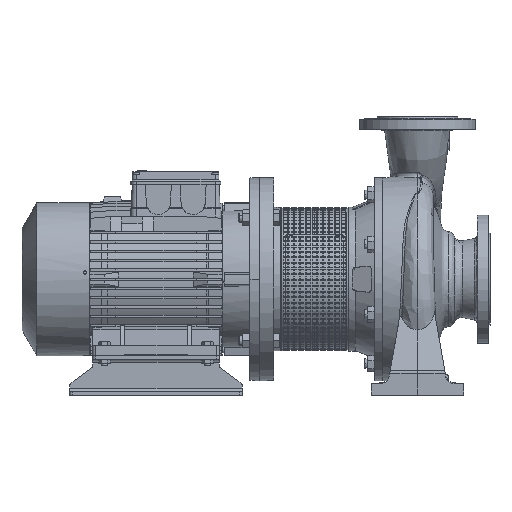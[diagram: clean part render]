
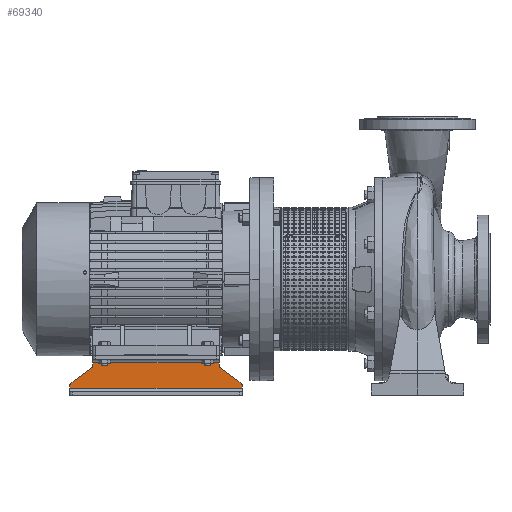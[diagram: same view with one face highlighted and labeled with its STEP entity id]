
A CAD part, front view. The second image highlights one B-rep face of the part: STEP entity #69340.
In plain terms, the highlighted face is planar.
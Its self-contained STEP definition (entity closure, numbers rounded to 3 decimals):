
#903 = ORIENTED_EDGE ( 'NONE', *, *, #166661, .F. ) ;
#6089 = AXIS2_PLACEMENT_3D ( 'NONE', #65799, #23947, #79429 ) ;
#6853 = VECTOR ( 'NONE', #142537, 1000. ) ;
#13811 = LINE ( 'NONE', #84723, #140962 ) ;
#15550 = CIRCLE ( 'NONE', #137708, 10. ) ;
#17189 = CARTESIAN_POINT ( 'NONE',  ( 149., -0.05, -6. ) ) ;
#19939 = DIRECTION ( 'NONE',  ( 1., 0., 0. ) ) ;
#20636 = CARTESIAN_POINT ( 'NONE',  ( 119., 53.466, -6. ) ) ;
#22415 = CARTESIAN_POINT ( 'NONE',  ( -149., 12., -6. ) ) ;
#23947 = DIRECTION ( 'NONE',  ( 0., 0., 1. ) ) ;
#24051 = EDGE_CURVE ( 'NONE', #143277, #122079, #97437, .T. ) ;
#25894 = DIRECTION ( 'NONE',  ( -1., 0., 0. ) ) ;
#28884 = EDGE_CURVE ( 'NONE', #102911, #94300, #175824, .T. ) ;
#29860 = CARTESIAN_POINT ( 'NONE',  ( 112.46, 45.901, -6. ) ) ;
#34470 = CARTESIAN_POINT ( 'NONE',  ( -178.806, -6.806, -6. ) ) ;
#35744 = EDGE_CURVE ( 'NONE', #40185, #102911, #153520, .T. ) ;
#36915 = ORIENTED_EDGE ( 'NONE', *, *, #35744, .F. ) ;
#38458 = CARTESIAN_POINT ( 'NONE',  ( -119., 53.466, -6. ) ) ;
#39216 = EDGE_CURVE ( 'NONE', #155595, #143457, #15550, .T. ) ;
#40185 = VERTEX_POINT ( 'NONE', #95718 ) ;
#42958 = ORIENTED_EDGE ( 'NONE', *, *, #39216, .F. ) ;
#47902 = DIRECTION ( 'NONE',  ( 0., 0., -1. ) ) ;
#48115 = DIRECTION ( 'NONE',  ( 0., -1., 0. ) ) ;
#50779 = VECTOR ( 'NONE', #84698, 1000. ) ;
#52101 = DIRECTION ( 'NONE',  ( 0., 0., -1. ) ) ;
#53339 = CARTESIAN_POINT ( 'NONE',  ( -139., 14.534, -6. ) ) ;
#53784 = CARTESIAN_POINT ( 'NONE',  ( -149., 14.584, -6. ) ) ;
#57986 = CARTESIAN_POINT ( 'NONE',  ( 109., -6.806, -6. ) ) ;
#58690 = VECTOR ( 'NONE', #48115, 1000. ) ;
#62422 = CIRCLE ( 'NONE', #132128, 10. ) ;
#64229 = CARTESIAN_POINT ( 'NONE',  ( -112.46, 45.901, -6. ) ) ;
#65799 = CARTESIAN_POINT ( 'NONE',  ( 139., 14.534, -6. ) ) ;
#68450 = DIRECTION ( 'NONE',  ( -1., 0., 0. ) ) ;
#68645 = CARTESIAN_POINT ( 'NONE',  ( -109., 56., -6. ) ) ;
#69340 = ADVANCED_FACE ( 'NONE', ( #89051 ), #101809, .F. ) ;
#71116 = VECTOR ( 'NONE', #25894, 1000. ) ;
#71965 = ORIENTED_EDGE ( 'NONE', *, *, #75555, .T. ) ;
#72075 = ORIENTED_EDGE ( 'NONE', *, *, #24051, .T. ) ;
#74157 = EDGE_CURVE ( 'NONE', #90510, #40185, #104009, .T. ) ;
#75555 = EDGE_CURVE ( 'NONE', #152244, #126931, #158092, .T. ) ;
#75703 = CIRCLE ( 'NONE', #6089, 10. ) ;
#76277 = DIRECTION ( 'NONE',  ( 0., 0., 1. ) ) ;
#79429 = DIRECTION ( 'NONE',  ( 1., 0., 0. ) ) ;
#82994 = CARTESIAN_POINT ( 'NONE',  ( -109., 53.466, -6. ) ) ;
#83361 = DIRECTION ( 'NONE',  ( 1., 0., 0. ) ) ;
#83652 = AXIS2_PLACEMENT_3D ( 'NONE', #20636, #47902, #117022 ) ;
#84698 = DIRECTION ( 'NONE',  ( 0., 1., 0. ) ) ;
#84723 = CARTESIAN_POINT ( 'NONE',  ( -112.46, 45.901, -6. ) ) ;
#89051 = FACE_OUTER_BOUND ( 'NONE', #124506, .T. ) ;
#90510 = VERTEX_POINT ( 'NONE', #29860 ) ;
#93935 = DIRECTION ( 'NONE',  ( -1., 0., 0. ) ) ;
#94300 = VERTEX_POINT ( 'NONE', #68645 ) ;
#95718 = CARTESIAN_POINT ( 'NONE',  ( 109., 53.466, -6. ) ) ;
#96804 = LINE ( 'NONE', #164121, #71116 ) ;
#96852 = LINE ( 'NONE', #161717, #121695 ) ;
#97437 = LINE ( 'NONE', #53784, #50779 ) ;
#101809 = PLANE ( 'NONE',  #175807 ) ;
#102911 = VERTEX_POINT ( 'NONE', #138020 ) ;
#104009 = CIRCLE ( 'NONE', #83652, 10. ) ;
#106599 = ORIENTED_EDGE ( 'NONE', *, *, #74157, .F. ) ;
#108849 = DIRECTION ( 'NONE',  ( 0., 0., 1. ) ) ;
#117022 = DIRECTION ( 'NONE',  ( -1., 0., 0. ) ) ;
#117033 = EDGE_CURVE ( 'NONE', #94300, #155595, #148126, .T. ) ;
#118823 = VECTOR ( 'NONE', #93935, 1000. ) ;
#119305 = CARTESIAN_POINT ( 'NONE',  ( 149., 12., -6. ) ) ;
#121695 = VECTOR ( 'NONE', #165984, 1000. ) ;
#122079 = VERTEX_POINT ( 'NONE', #165297 ) ;
#122284 = ORIENTED_EDGE ( 'NONE', *, *, #159141, .F. ) ;
#122538 = ORIENTED_EDGE ( 'NONE', *, *, #117033, .F. ) ;
#124506 = EDGE_LOOP ( 'NONE', ( #127095, #36915, #106599, #139927, #122284, #71965, #131838, #72075, #903, #131399, #42958, #122538 ) ) ;
#124755 = DIRECTION ( 'NONE',  ( -0.812, -0.583, 0. ) ) ;
#126931 = VERTEX_POINT ( 'NONE', #119305 ) ;
#127095 = ORIENTED_EDGE ( 'NONE', *, *, #28884, .F. ) ;
#129999 = CARTESIAN_POINT ( 'NONE',  ( -109., -6.806, -6. ) ) ;
#130347 = VECTOR ( 'NONE', #130791, 1000. ) ;
#130791 = DIRECTION ( 'NONE',  ( 0., -1., 0. ) ) ;
#131399 = ORIENTED_EDGE ( 'NONE', *, *, #167028, .F. ) ;
#131838 = ORIENTED_EDGE ( 'NONE', *, *, #168419, .T. ) ;
#131861 = EDGE_CURVE ( 'NONE', #152515, #90510, #96852, .T. ) ;
#132128 = AXIS2_PLACEMENT_3D ( 'NONE', #53339, #108849, #83361 ) ;
#134881 = CARTESIAN_POINT ( 'NONE',  ( -178.806, 56., -6. ) ) ;
#137708 = AXIS2_PLACEMENT_3D ( 'NONE', #38458, #52101, #68450 ) ;
#138020 = CARTESIAN_POINT ( 'NONE',  ( 109., 56., -6. ) ) ;
#139927 = ORIENTED_EDGE ( 'NONE', *, *, #131861, .F. ) ;
#140962 = VECTOR ( 'NONE', #124755, 1000. ) ;
#142537 = DIRECTION ( 'NONE',  ( 0., 1., 0. ) ) ;
#143277 = VERTEX_POINT ( 'NONE', #22415 ) ;
#143457 = VERTEX_POINT ( 'NONE', #64229 ) ;
#148126 = LINE ( 'NONE', #129999, #58690 ) ;
#151987 = CARTESIAN_POINT ( 'NONE',  ( 144.832, 22.657, -6. ) ) ;
#152244 = VERTEX_POINT ( 'NONE', #160135 ) ;
#152515 = VERTEX_POINT ( 'NONE', #151987 ) ;
#153520 = LINE ( 'NONE', #57986, #6853 ) ;
#155595 = VERTEX_POINT ( 'NONE', #82994 ) ;
#158092 = LINE ( 'NONE', #17189, #130347 ) ;
#159141 = EDGE_CURVE ( 'NONE', #152244, #152515, #75703, .T. ) ;
#160135 = CARTESIAN_POINT ( 'NONE',  ( 149., 14.534, -6. ) ) ;
#161717 = CARTESIAN_POINT ( 'NONE',  ( 144.832, 22.657, -6. ) ) ;
#164121 = CARTESIAN_POINT ( 'NONE',  ( 149., 12., -6. ) ) ;
#165297 = CARTESIAN_POINT ( 'NONE',  ( -149., 14.534, -6. ) ) ;
#165984 = DIRECTION ( 'NONE',  ( -0.812, 0.583, 0. ) ) ;
#166297 = CARTESIAN_POINT ( 'NONE',  ( -144.832, 22.657, -6. ) ) ;
#166661 = EDGE_CURVE ( 'NONE', #176826, #122079, #62422, .T. ) ;
#167028 = EDGE_CURVE ( 'NONE', #143457, #176826, #13811, .T. ) ;
#168419 = EDGE_CURVE ( 'NONE', #126931, #143277, #96804, .T. ) ;
#175807 = AXIS2_PLACEMENT_3D ( 'NONE', #34470, #76277, #19939 ) ;
#175824 = LINE ( 'NONE', #134881, #118823 ) ;
#176826 = VERTEX_POINT ( 'NONE', #166297 ) ;
